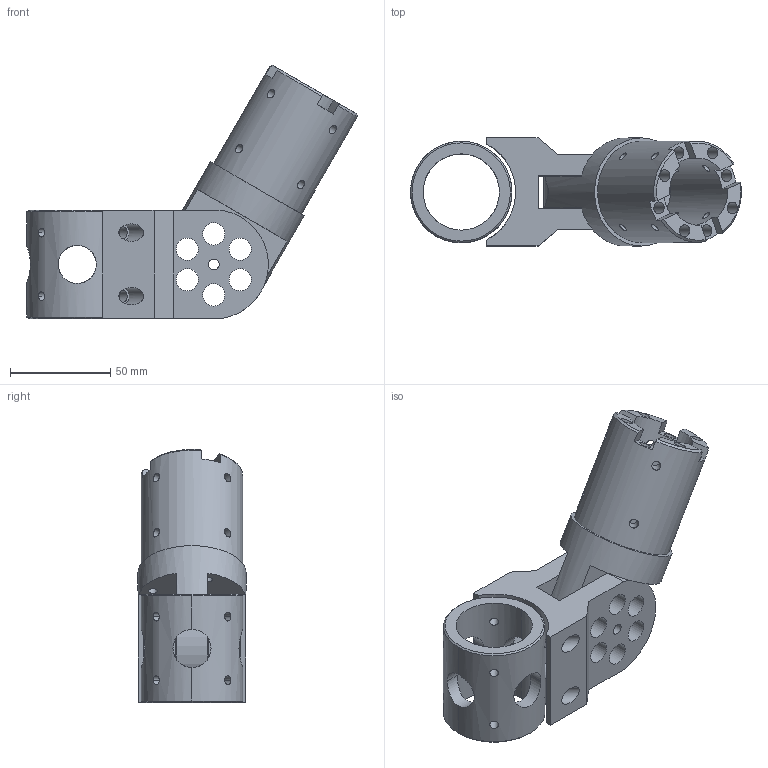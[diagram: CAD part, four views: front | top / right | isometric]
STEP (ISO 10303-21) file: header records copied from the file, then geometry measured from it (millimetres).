
FILE_DESCRIPTION(/* description */ ('Alibre Inc.'),/* implementation_level */ '2;1');
FILE_NAME(/* name */ 'export0',/* time_stamp */ '2016-08-08T21:03:02-07:00',/* author */ (''),/* organization */ (''),/* preprocessor_version */ 'ST-DEVELOPER v14',/* originating_system */ 'Alibre',/* authorisation */ '');
FILE_SCHEMA (('CONFIG_CONTROL_DESIGN'));
Length unit declared in the file: inch
Products named in the file (5): ID_1; ID_2; ID_3; ID_4
Bounding box: 165.36 x 54.1 x 126.53 mm (x, y, z)
Volume: 239659.2 mm3; surface area: 87251.3 mm2
Topology: 4 solids, 4 shells, 149 faces, 425 edges, 281 vertices
Faces by surface type: cylinder 78, plane 51, bspline 12, cone 8
Full cylindrical faces by diameter (mm): 4.496 x16, 5.41 x1, 5.944 x12, 8.026 x2, 8.712 x4, 11.112 x13, 11.113 x5, 11.908 x1, 33.528 x2, 50.673 x1, 54.102 x1
Entity records: 6358 total; most frequent: CARTESIAN_POINT 2411, ORIENTED_EDGE 700, DIRECTION 552, EDGE_CURVE 350, EDGE_LOOP 328, FACE_BOUND 328, VERTEX_POINT 264, AXIS2_PLACEMENT_3D 239
